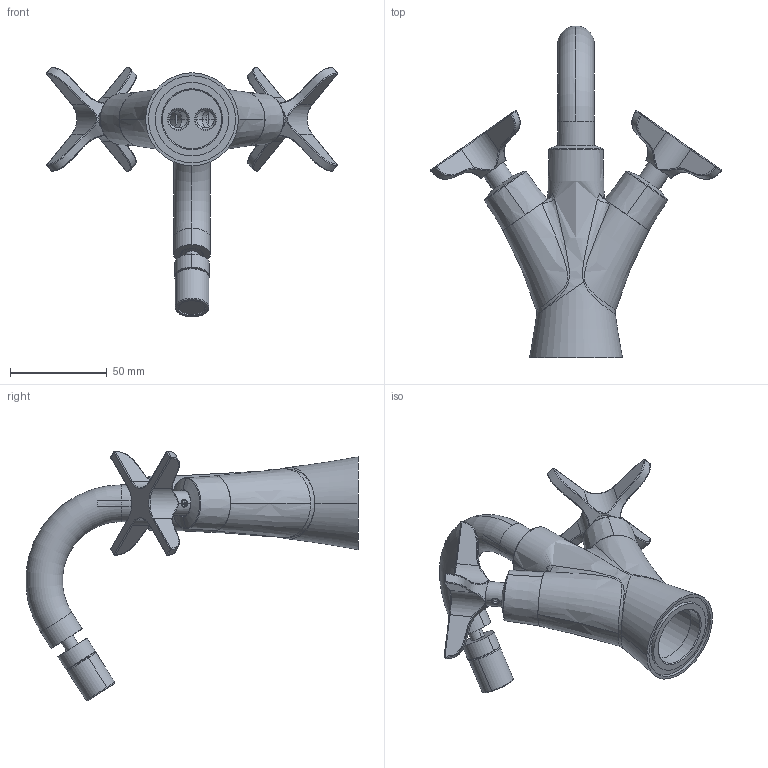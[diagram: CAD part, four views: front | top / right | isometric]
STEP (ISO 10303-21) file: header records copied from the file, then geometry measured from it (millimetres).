
FILE_DESCRIPTION (( 'STEP AP203' ), '1' );
FILE_NAME ('91BP07902.STEP', '2023-09-27T12:27:20', ( '' ), ( '' ), 'SwSTEP 2.0', 'SolidWorks 2021', '' );
FILE_SCHEMA (( 'CONFIG_CONTROL_DESIGN' ));
Length unit declared in the file: millimetre
Products named in the file (1): 91BP07902
Bounding box: 150.27 x 171.71 x 129.22 mm (x, y, z)
Volume: 123858.7 mm3; surface area: 67927.2 mm2
Topology: 13 solids, 13 shells, 641 faces, 1596 edges, 984 vertices
Faces by surface type: plane 226, cylinder 216, cone 86, bspline 54, torus 35, sphere 24
Entity records: 26161 total; most frequent: CARTESIAN_POINT 11331, ORIENTED_EDGE 3148, DIRECTION 3031, EDGE_CURVE 1574, AXIS2_PLACEMENT_3D 1205, VERTEX_POINT 984, EDGE_LOOP 690, FACE_OUTER_BOUND 641
